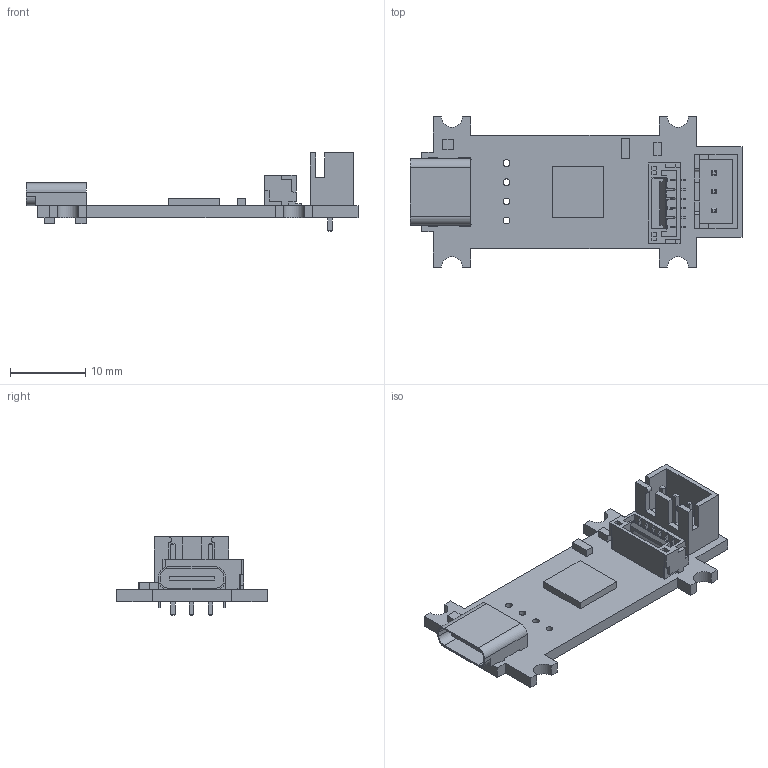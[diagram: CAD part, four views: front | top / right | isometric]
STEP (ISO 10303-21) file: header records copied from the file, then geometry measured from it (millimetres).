
FILE_DESCRIPTION(/* description */ (''),/* implementation_level */ '2;1');
FILE_NAME(/* name */ 'VB-Sbus-HID-cad.stp',/* time_stamp */ '2025-01-12T15:18:58+03:00',/* author */ ('Home'),/* organization */ (''),/* preprocessor_version */ 'ST-DEVELOPER v18.1',/* originating_system */ 'Autodesk Inventor 2022',/* authorisation */ '');
FILE_SCHEMA (('AUTOMOTIVE_DESIGN { 1 0 10303 214 3 1 1 }'));
Length unit declared in the file: millimetre
Products named in the file (5): VB=Sbus-USB; VB-SBUS-USB; usb-c-v1; B06MB-GHS-TBT; XH-3A
Assembly tree (4 placements, depth 2):
  VB=Sbus-USB
    VB-SBUS-USB
    usb-c-v1
    B06MB-GHS-TBT
    XH-3A
Bounding box: 44.07 x 20 x 10.4 mm (x, y, z)
Volume: 1451.5 mm3; surface area: 3053.9 mm2
Topology: 12 solids, 12 shells, 489 faces, 1344 edges, 884 vertices
Faces by surface type: plane 455, cylinder 34
Full cylindrical faces by diameter (mm): 0.65 x2, 0.85 x3, 0.9 x7
Entity records: 15712 total; most frequent: CARTESIAN_POINT 2726, ORIENTED_EDGE 2688, DIRECTION 2408, EDGE_CURVE 1344, LINE 1276, VECTOR 1276, VERTEX_POINT 884, AXIS2_PLACEMENT_3D 566
